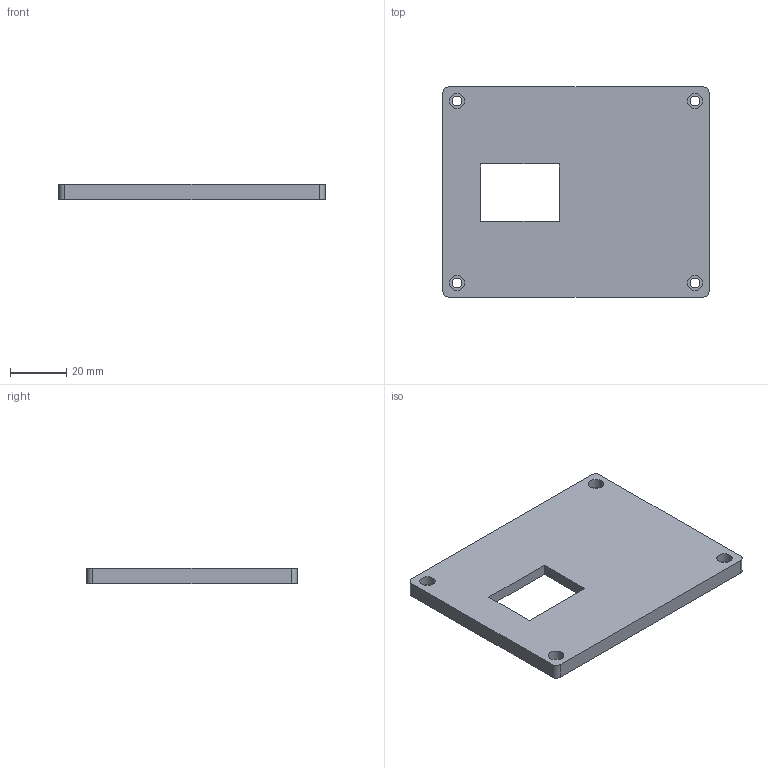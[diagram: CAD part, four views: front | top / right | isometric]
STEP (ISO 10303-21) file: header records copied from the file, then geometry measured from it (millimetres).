
FILE_DESCRIPTION (( 'STEP AP214' ), '1' );
FILE_NAME ('CaseLid_v0.2.STEP', '', ( '' ), ( '' ), '', '', '' );
FILE_SCHEMA (( 'AUTOMOTIVE_DESIGN' ));
Length unit declared in the file: millimetre
Products named in the file (1): CaseLid_v0.2
Bounding box: 95 x 75 x 5.5 mm (x, y, z)
Volume: 32024.9 mm3; surface area: 16068.6 mm2
Topology: 1 solids, 1 shells, 84 faces, 192 edges, 128 vertices
Faces by surface type: cylinder 48, plane 36
Entity records: 2455 total; most frequent: DIRECTION 458, CARTESIAN_POINT 405, ORIENTED_EDGE 384, EDGE_CURVE 192, AXIS2_PLACEMENT_3D 181, VERTEX_POINT 128, EDGE_LOOP 112, CIRCLE 96
